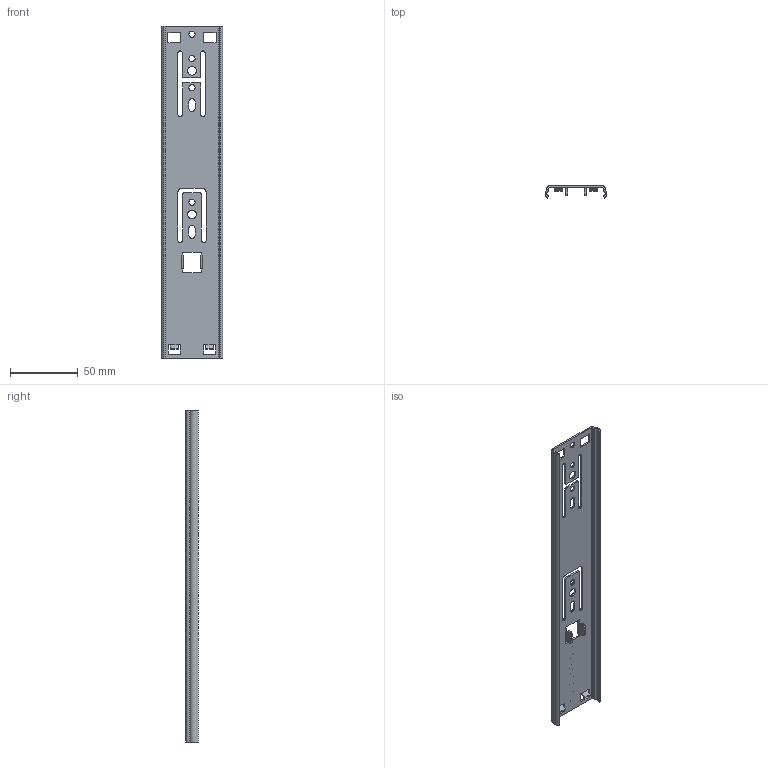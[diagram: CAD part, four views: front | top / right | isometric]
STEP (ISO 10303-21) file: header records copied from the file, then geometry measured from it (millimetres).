
FILE_DESCRIPTION (( 'STEP AP203' ), '1' );
FILE_NAME ('Schiene gross 250 Touch.step', '2017-06-22T15:56:11', ( '' ), ( '' ), 'SwSTEP 2.0', 'SolidWorks 2016', '' );
FILE_SCHEMA (( 'CONFIG_CONTROL_DESIGN' ));
Length unit declared in the file: millimetre
Products named in the file (1): Schiene gross 250 Touch
Bounding box: 45.49 x 8.9 x 245 mm (x, y, z)
Surface area: 28119.3 mm2 (no closed solid volume)
Topology: 0 solids, 1 shells, 398 faces, 1077 edges, 696 vertices
Faces by surface type: plane 195, bspline 110, cylinder 93
Entity records: 13240 total; most frequent: CARTESIAN_POINT 3682, ORIENTED_EDGE 2146, DIRECTION 1653, EDGE_CURVE 1073, VERTEX_POINT 696, VECTOR 695, LINE 695, AXIS2_PLACEMENT_3D 479
